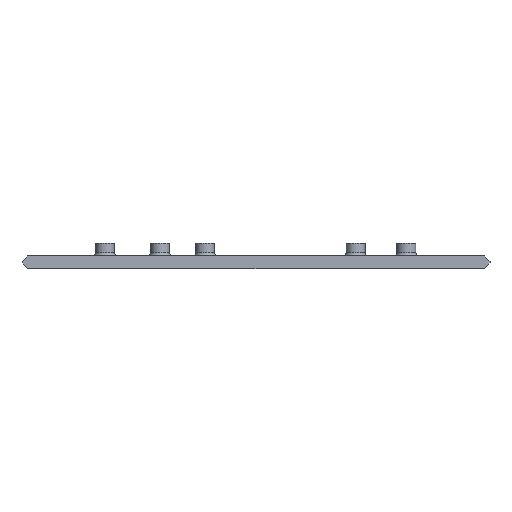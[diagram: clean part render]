
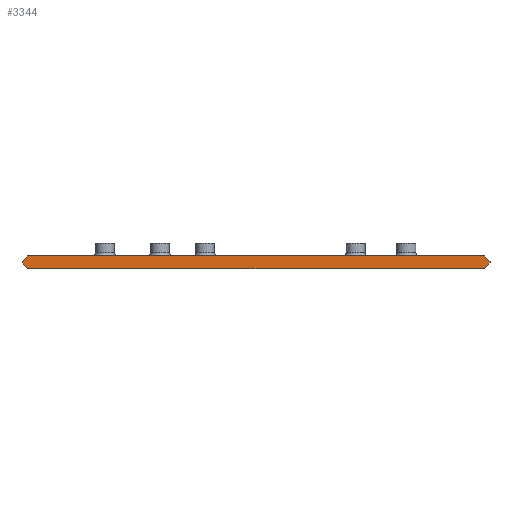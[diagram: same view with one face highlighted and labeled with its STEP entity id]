
A CAD part, front view. The second image highlights one B-rep face of the part: STEP entity #3344.
In plain terms, the highlighted planar face has unit normal (0, -1, 0).
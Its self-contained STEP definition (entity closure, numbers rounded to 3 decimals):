
#200=FACE_OUTER_BOUND('',#374,.T.);
#374=EDGE_LOOP('',(#2242,#2243,#2244,#2245,#2246,#2247,#2248,#2249));
#626=LINE('',#4687,#1034);
#627=LINE('',#4689,#1035);
#628=LINE('',#4691,#1036);
#629=LINE('',#4693,#1037);
#630=LINE('',#4695,#1038);
#631=LINE('',#4697,#1039);
#632=LINE('',#4699,#1040);
#633=LINE('',#4700,#1041);
#1034=VECTOR('',#3783,10.);
#1035=VECTOR('',#3784,10.);
#1036=VECTOR('',#3785,10.);
#1037=VECTOR('',#3786,10.);
#1038=VECTOR('',#3787,10.);
#1039=VECTOR('',#3788,10.);
#1040=VECTOR('',#3789,10.);
#1041=VECTOR('',#3790,10.);
#1442=VERTEX_POINT('',#4685);
#1443=VERTEX_POINT('',#4686);
#1444=VERTEX_POINT('',#4688);
#1445=VERTEX_POINT('',#4690);
#1446=VERTEX_POINT('',#4692);
#1447=VERTEX_POINT('',#4694);
#1448=VERTEX_POINT('',#4696);
#1449=VERTEX_POINT('',#4698);
#1761=EDGE_CURVE('',#1442,#1443,#626,.T.);
#1762=EDGE_CURVE('',#1444,#1442,#627,.T.);
#1763=EDGE_CURVE('',#1445,#1444,#628,.T.);
#1764=EDGE_CURVE('',#1446,#1445,#629,.T.);
#1765=EDGE_CURVE('',#1447,#1446,#630,.T.);
#1766=EDGE_CURVE('',#1448,#1447,#631,.T.);
#1767=EDGE_CURVE('',#1449,#1448,#632,.T.);
#1768=EDGE_CURVE('',#1443,#1449,#633,.T.);
#2242=ORIENTED_EDGE('',*,*,#1761,.F.);
#2243=ORIENTED_EDGE('',*,*,#1762,.F.);
#2244=ORIENTED_EDGE('',*,*,#1763,.F.);
#2245=ORIENTED_EDGE('',*,*,#1764,.F.);
#2246=ORIENTED_EDGE('',*,*,#1765,.F.);
#2247=ORIENTED_EDGE('',*,*,#1766,.F.);
#2248=ORIENTED_EDGE('',*,*,#1767,.F.);
#2249=ORIENTED_EDGE('',*,*,#1768,.F.);
#3204=PLANE('',#3532);
#3344=ADVANCED_FACE('',(#200),#3204,.F.);
#3532=AXIS2_PLACEMENT_3D('',#4684,#3781,#3782);
#3781=DIRECTION('center_axis',(0.,1.,0.));
#3782=DIRECTION('ref_axis',(0.,0.,1.));
#3783=DIRECTION('',(1.,0.,0.));
#3784=DIRECTION('',(0.707,0.,0.707));
#3785=DIRECTION('',(0.,0.,1.));
#3786=DIRECTION('',(-0.707,0.,0.707));
#3787=DIRECTION('',(-1.,0.,0.));
#3788=DIRECTION('',(-0.707,0.,-0.707));
#3789=DIRECTION('',(0.,0.,-1.));
#3790=DIRECTION('',(0.707,0.,-0.707));
#4684=CARTESIAN_POINT('Origin',(0.,-12.,0.));
#4685=CARTESIAN_POINT('',(-72.5,-12.,2.));
#4686=CARTESIAN_POINT('',(72.5,-12.,2.));
#4687=CARTESIAN_POINT('',(-36.25,-12.,2.));
#4688=CARTESIAN_POINT('',(-74.3,-12.,0.2));
#4689=CARTESIAN_POINT('',(-55.775,-12.,18.725));
#4690=CARTESIAN_POINT('',(-74.3,-12.,-0.2));
#4691=CARTESIAN_POINT('',(-74.3,-12.,-0.1));
#4692=CARTESIAN_POINT('',(-72.5,-12.,-2.));
#4693=CARTESIAN_POINT('',(-54.875,-12.,-19.625));
#4694=CARTESIAN_POINT('',(72.5,-12.,-2.));
#4695=CARTESIAN_POINT('',(36.25,-12.,-2.));
#4696=CARTESIAN_POINT('',(74.3,-12.,-0.2));
#4697=CARTESIAN_POINT('',(55.775,-12.,-18.725));
#4698=CARTESIAN_POINT('',(74.3,-12.,0.2));
#4699=CARTESIAN_POINT('',(74.3,-12.,0.1));
#4700=CARTESIAN_POINT('',(54.875,-12.,19.625));
